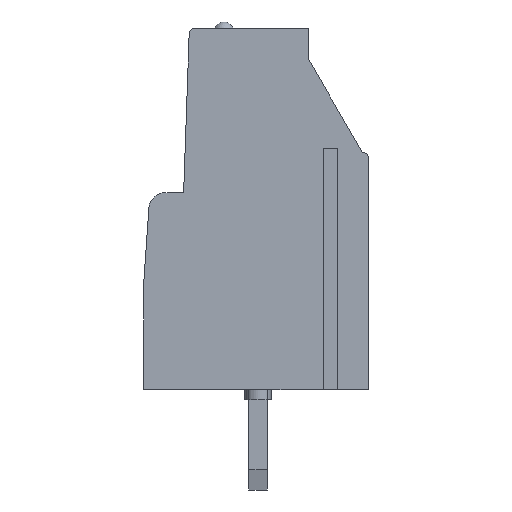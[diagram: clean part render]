
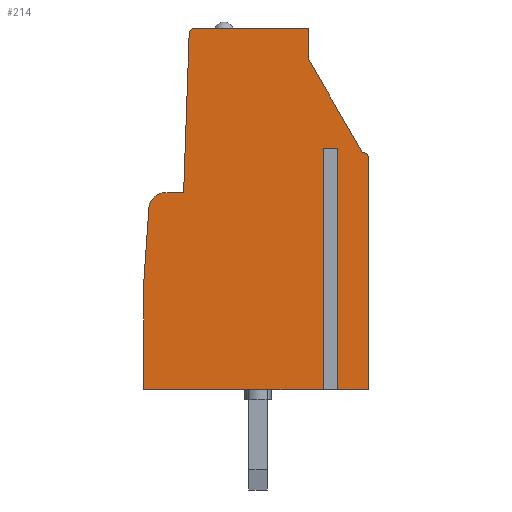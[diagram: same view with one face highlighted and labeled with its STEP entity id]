
A CAD part, left-side view. The second image highlights one B-rep face of the part: STEP entity #214.
In plain terms, the highlighted planar face has unit normal (-1, 0, 0).
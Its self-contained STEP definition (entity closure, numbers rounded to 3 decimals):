
#214=ADVANCED_FACE('',(#543),#544,.F.);
#543=FACE_OUTER_BOUND('',#989,.T.);
#544=PLANE('',#990);
#989=EDGE_LOOP('',(#1550,#1551,#1552,#1553,#1554,#1555,#1556,#1557,#1558,#1559,#1560,#1561,#1562,#1563,#1564,#1565));
#990=AXIS2_PLACEMENT_3D('',#1566,#1567,#1568);
#1550=ORIENTED_EDGE('',*,*,#2741,.T.);
#1551=ORIENTED_EDGE('',*,*,#2742,.F.);
#1552=ORIENTED_EDGE('',*,*,#2743,.T.);
#1553=ORIENTED_EDGE('',*,*,#2744,.T.);
#1554=ORIENTED_EDGE('',*,*,#2745,.F.);
#1555=ORIENTED_EDGE('',*,*,#2683,.F.);
#1556=ORIENTED_EDGE('',*,*,#2746,.T.);
#1557=ORIENTED_EDGE('',*,*,#2668,.F.);
#1558=ORIENTED_EDGE('',*,*,#2747,.F.);
#1559=ORIENTED_EDGE('',*,*,#2676,.F.);
#1560=ORIENTED_EDGE('',*,*,#2704,.T.);
#1561=ORIENTED_EDGE('',*,*,#2716,.T.);
#1562=ORIENTED_EDGE('',*,*,#2720,.T.);
#1563=ORIENTED_EDGE('',*,*,#2724,.T.);
#1564=ORIENTED_EDGE('',*,*,#2728,.T.);
#1565=ORIENTED_EDGE('',*,*,#2739,.T.);
#1566=CARTESIAN_POINT('',(0.,45.497,-75.486));
#1567=DIRECTION('',(1.0,0.,0.));
#1568=DIRECTION('',(0.,1.0,0.));
#2668=EDGE_CURVE('',#3191,#3193,#3194,.T.);
#2676=EDGE_CURVE('',#3204,#3206,#3207,.T.);
#2683=EDGE_CURVE('',#3217,#3219,#3220,.T.);
#2704=EDGE_CURVE('',#3204,#3257,#3260,.T.);
#2716=EDGE_CURVE('',#3257,#3280,#3282,.T.);
#2720=EDGE_CURVE('',#3280,#3286,#3288,.T.);
#2724=EDGE_CURVE('',#3286,#3292,#3294,.T.);
#2728=EDGE_CURVE('',#3292,#3297,#3300,.T.);
#2739=EDGE_CURVE('',#3297,#3317,#3319,.T.);
#2741=EDGE_CURVE('',#3317,#3321,#3322,.T.);
#2742=EDGE_CURVE('',#3323,#3321,#3324,.T.);
#2743=EDGE_CURVE('',#3323,#3325,#3326,.T.);
#2744=EDGE_CURVE('',#3325,#3327,#3328,.T.);
#2745=EDGE_CURVE('',#3219,#3327,#3329,.T.);
#2746=EDGE_CURVE('',#3217,#3193,#3330,.T.);
#2747=EDGE_CURVE('',#3206,#3191,#3331,.T.);
#3191=VERTEX_POINT('',#3940);
#3193=VERTEX_POINT('',#3943);
#3194=LINE('',#3944,#3945);
#3204=VERTEX_POINT('',#3959);
#3206=VERTEX_POINT('',#3962);
#3207=LINE('',#3963,#3964);
#3217=VERTEX_POINT('',#3979);
#3219=VERTEX_POINT('',#3982);
#3220=LINE('',#3983,#3984);
#3257=VERTEX_POINT('',#4039);
#3260=LINE('',#4043,#4044);
#3280=VERTEX_POINT('',#4073);
#3282=CIRCLE('',#4076,0.3);
#3286=VERTEX_POINT('',#4080);
#3288=LINE('',#4083,#4084);
#3292=VERTEX_POINT('',#4089);
#3294=LINE('',#4092,#4093);
#3297=VERTEX_POINT('',#4097);
#3300=LINE('',#4101,#4102);
#3317=VERTEX_POINT('',#4120);
#3319=CIRCLE('',#4123,0.3);
#3321=VERTEX_POINT('',#4125);
#3322=LINE('',#4126,#4127);
#3323=VERTEX_POINT('',#4128);
#3324=LINE('',#4129,#4130);
#3325=VERTEX_POINT('',#4131);
#3326=CIRCLE('',#4132,0.8);
#3327=VERTEX_POINT('',#4133);
#3328=LINE('',#4134,#4135);
#3329=LINE('',#4136,#4137);
#3330=LINE('',#4138,#4139);
#3331=LINE('',#4140,#4141);
#3940=CARTESIAN_POINT('',(0.,1.693,12.0));
#3943=CARTESIAN_POINT('',(0.,2.107,12.0));
#3944=CARTESIAN_POINT('',(0.,1.693,12.0));
#3945=VECTOR('',#4911,1.0);
#3959=CARTESIAN_POINT('',(0.,0.0,0.0));
#3962=CARTESIAN_POINT('',(0.,1.693,0.0));
#3963=CARTESIAN_POINT('',(0.,-34.497,0.0));
#3964=VECTOR('',#4917,1.0);
#3979=CARTESIAN_POINT('',(0.,2.107,0.0));
#3982=CARTESIAN_POINT('',(0.,11.2,0.0));
#3983=CARTESIAN_POINT('',(0.,-34.497,0.0));
#3984=VECTOR('',#4924,1.0);
#4039=CARTESIAN_POINT('',(0.,0.0,11.5));
#4043=CARTESIAN_POINT('',(0.,0.0,0.0));
#4044=VECTOR('',#4944,1.0);
#4073=CARTESIAN_POINT('',(0.,0.3,11.8));
#4076=AXIS2_PLACEMENT_3D('',#4955,#4956,#4957);
#4080=CARTESIAN_POINT('',(0.,3.0,16.477));
#4083=CARTESIAN_POINT('',(0.,0.3,11.8));
#4084=VECTOR('',#4962,1.0);
#4089=CARTESIAN_POINT('',(0.,3.0,18.0));
#4092=CARTESIAN_POINT('',(0.,3.0,16.477));
#4093=VECTOR('',#4965,1.0);
#4097=CARTESIAN_POINT('',(0.,8.627,18.0));
#4101=CARTESIAN_POINT('',(0.,3.0,18.0));
#4102=VECTOR('',#4968,1.0);
#4120=CARTESIAN_POINT('',(0.,8.927,17.71));
#4123=AXIS2_PLACEMENT_3D('',#4992,#4993,#4994);
#4125=CARTESIAN_POINT('',(0.,9.203,9.8));
#4126=CARTESIAN_POINT('',(0.,8.927,17.71));
#4127=VECTOR('',#4995,1.0);
#4128=CARTESIAN_POINT('',(0.,10.133,9.8));
#4129=CARTESIAN_POINT('',(0.,10.133,9.8));
#4130=VECTOR('',#4996,1.0);
#4131=CARTESIAN_POINT('',(0.,10.931,9.055));
#4132=AXIS2_PLACEMENT_3D('',#4997,#4998,#4999);
#4133=CARTESIAN_POINT('',(0.,11.2,5.17));
#4134=CARTESIAN_POINT('',(0.,10.931,9.055));
#4135=VECTOR('',#5000,1.0);
#4136=CARTESIAN_POINT('',(0.,11.2,0.0));
#4137=VECTOR('',#5001,1.0);
#4138=CARTESIAN_POINT('',(0.,2.107,0.0));
#4139=VECTOR('',#5002,1.0);
#4140=CARTESIAN_POINT('',(0.,1.693,0.0));
#4141=VECTOR('',#5003,1.0);
#4911=DIRECTION('',(0.,1.0,0.));
#4917=DIRECTION('',(0.,1.0,0.));
#4924=DIRECTION('',(0.,1.0,0.));
#4944=DIRECTION('',(0.,0.,1.0));
#4955=CARTESIAN_POINT('',(0.,0.3,11.5));
#4956=DIRECTION('',(-1.0,0.,0.));
#4957=DIRECTION('',(0.,-1.0,0.));
#4962=DIRECTION('',(0.,0.5,0.866));
#4965=DIRECTION('',(0.,0.,1.0));
#4968=DIRECTION('',(0.,1.0,0.));
#4992=CARTESIAN_POINT('',(0.,8.627,17.7));
#4993=DIRECTION('',(-1.0,0.,0.));
#4994=DIRECTION('',(0.,0.,1.0));
#4995=DIRECTION('',(0.,0.035,-0.999));
#4996=DIRECTION('',(0.,-1.0,0.));
#4997=CARTESIAN_POINT('',(0.,10.133,9.0));
#4998=DIRECTION('',(-1.0,0.,0.));
#4999=DIRECTION('',(0.,0.,1.0));
#5000=DIRECTION('',(0.,0.069,-0.998));
#5001=DIRECTION('',(0.,0.,1.0));
#5002=DIRECTION('',(0.,0.,1.0));
#5003=DIRECTION('',(0.,0.,1.0));
